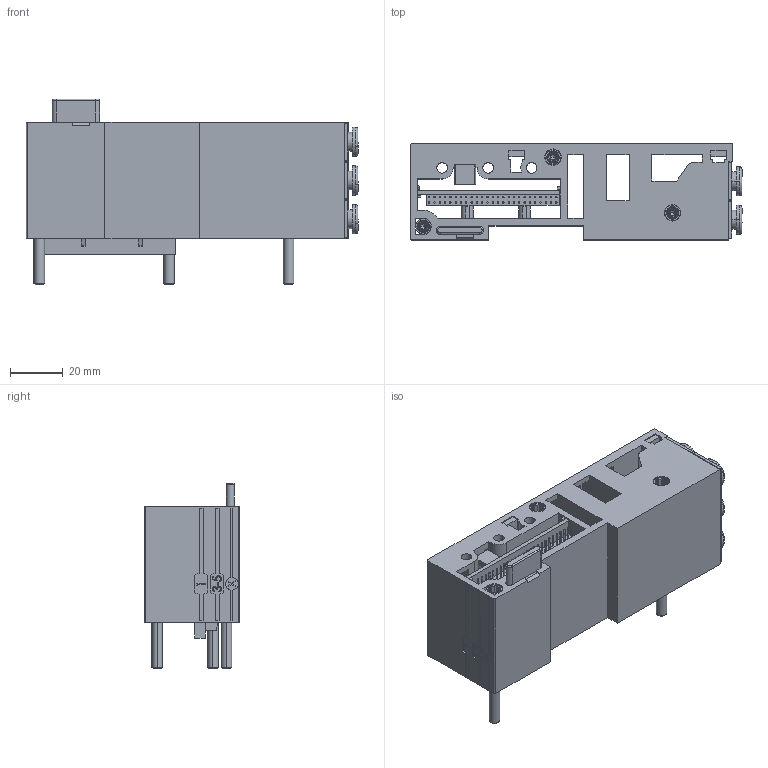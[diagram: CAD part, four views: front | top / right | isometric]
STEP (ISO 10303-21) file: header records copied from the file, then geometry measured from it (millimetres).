
FILE_DESCRIPTION (( 'STEP AP203' ), '1' );
FILE_NAME ('PAL-B3314.step', '2020-10-29T13:46:14', ( '' ), ( '' ), 'SwSTEP 2.0', 'SolidWorks 2019', '' );
FILE_SCHEMA (( 'CONFIG_CONTROL_DESIGN' ));
Length unit declared in the file: inch
Products named in the file (1): PAL-B3314
Bounding box: 125.3 x 36.2 x 70.1 mm (x, y, z)
Volume: 117623.5 mm3; surface area: 64600.1 mm2
Topology: 7 solids, 7 shells, 1480 faces, 3647 edges, 2348 vertices
Faces by surface type: plane 802, cylinder 520, cone 132, torus 26
Entity records: 44798 total; most frequent: CARTESIAN_POINT 8694, DIRECTION 7715, ORIENTED_EDGE 7270, EDGE_CURVE 3635, AXIS2_PLACEMENT_3D 2761, VERTEX_POINT 2348, LINE 2193, VECTOR 2193
